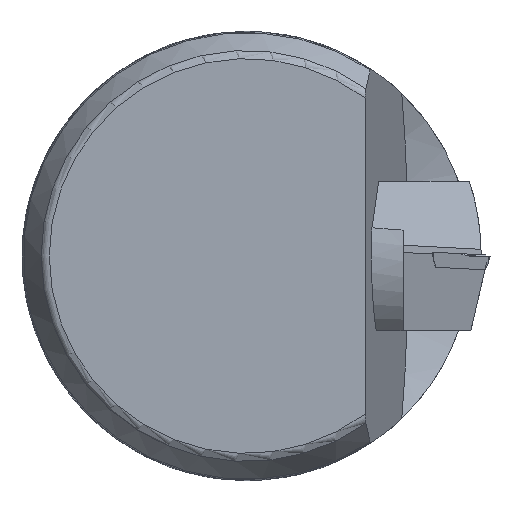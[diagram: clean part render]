
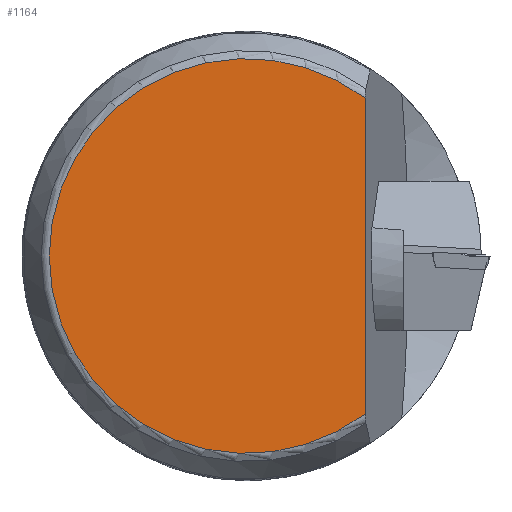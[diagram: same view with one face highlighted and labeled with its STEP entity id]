
A CAD part, left-side view. The second image highlights one B-rep face of the part: STEP entity #1164.
In plain terms, the highlighted planar face has unit normal (-1, 0, 0).
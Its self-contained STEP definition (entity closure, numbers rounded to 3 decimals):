
#103=PLANE('',#5341);
#287=LINE('',#7144,#582);
#582=VECTOR('',#5830,1.);
#897=FACE_OUTER_BOUND('',#1912,.T.);
#1164=ADVANCED_FACE('',(#897),#103,.T.);
#1912=EDGE_LOOP('',(#2233,#2234));
#2233=ORIENTED_EDGE('',*,*,#4365,.T.);
#2234=ORIENTED_EDGE('',*,*,#4368,.T.);
#3825=VERTEX_POINT('',#7115);
#3826=VERTEX_POINT('',#7116);
#4365=EDGE_CURVE('',#3825,#3826,#5158,.T.);
#4368=EDGE_CURVE('',#3826,#3825,#287,.T.);
#5158=CIRCLE('',#5339,31.634);
#5339=AXIS2_PLACEMENT_3D('',#7114,#5826,#5827);
#5341=AXIS2_PLACEMENT_3D('',#7145,#5831,#5832);
#5826=DIRECTION('',(-1.,0.,0.));
#5827=DIRECTION('',(0.,-1.,0.));
#5830=DIRECTION('',(0.,0.,1.));
#5831=DIRECTION('',(-1.,0.,0.));
#5832=DIRECTION('',(0.,-1.,0.));
#7114=CARTESIAN_POINT('',(0.,0.,0.));
#7115=CARTESIAN_POINT('',(0.,-19.,25.292));
#7116=CARTESIAN_POINT('',(0.,-19.,-25.292));
#7144=CARTESIAN_POINT('',(0.,-19.,0.));
#7145=CARTESIAN_POINT('',(0.,0.,0.));
